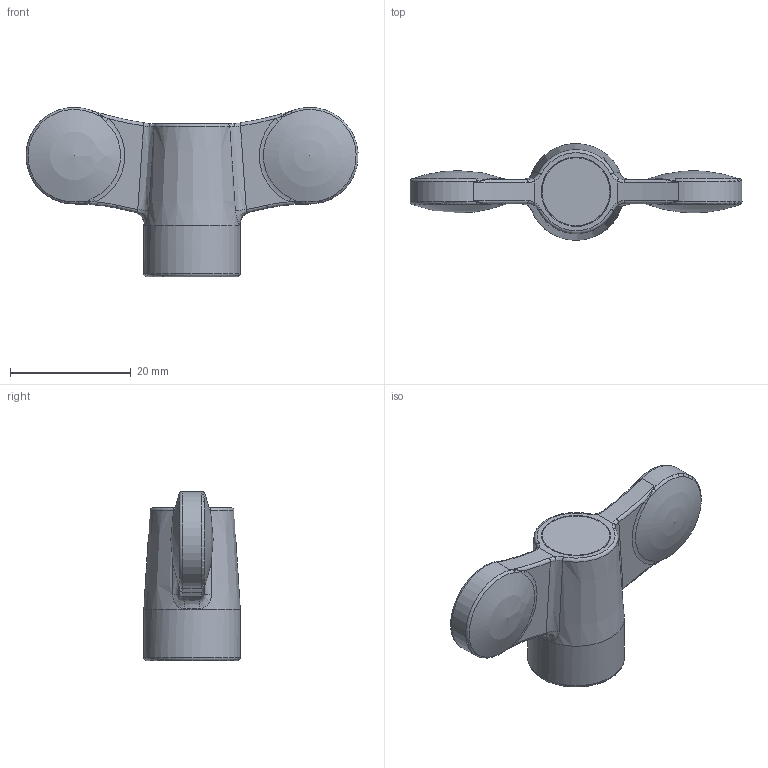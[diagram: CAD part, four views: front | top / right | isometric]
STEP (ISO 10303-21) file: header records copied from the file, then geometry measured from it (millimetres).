
FILE_DESCRIPTION(/* description */ ('File 3d .step'),/* implementation_level */ '2;1');
FILE_NAME(/* name */ '6398410_GF55_T_M08',/* time_stamp */ '2019-08-27T14:30:05+02:00',/* author */ ('Zorzan D.'),/* organization */ ('Gamm Srl.'),/* preprocessor_version */ 'ST-DEVELOPER v16.7',/* originating_system */ 'DEX',/* authorisation */ $);
FILE_SCHEMA (('AUTOMOTIVE_DESIGN {1 0 10303 214 3 1 1}'));
Length unit declared in the file: millimetre
Products named in the file (1): 6398410_GF55_T_M08
Bounding box: 54.97 x 16 x 28 mm (x, y, z)
Volume: 6588.2 mm3; surface area: 3947.2 mm2
Topology: 2 solids, 2 shells, 120 faces, 291 edges, 167 vertices
Faces by surface type: bspline 58, torus 26, cylinder 17, plane 13, cone 4, sphere 2
Full cylindrical faces by diameter (mm): 6.647 x1, 7.95 x1, 11.25 x2, 11.3 x2, 16 x1
Entity records: 4849 total; most frequent: CARTESIAN_POINT 1781, ORIENTED_EDGE 500, DIRECTION 398, EDGE_CURVE 250, AXIS2_PLACEMENT_3D 191, VERTEX_POINT 156, FACE_BOUND 144, EDGE_LOOP 142
